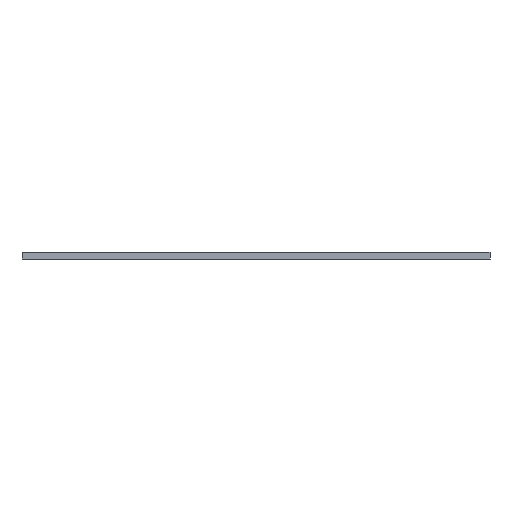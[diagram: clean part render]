
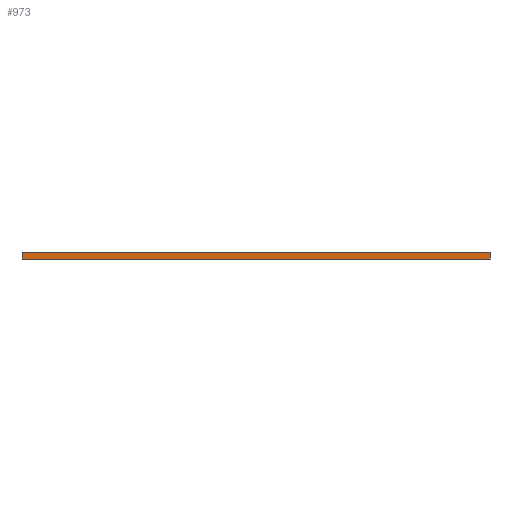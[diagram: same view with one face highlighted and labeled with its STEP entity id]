
A CAD part, top view. The second image highlights one B-rep face of the part: STEP entity #973.
In plain terms, the highlighted planar face has unit normal (0, 0, 1).
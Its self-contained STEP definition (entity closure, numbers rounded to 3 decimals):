
#14 = CARTESIAN_POINT ( 'NONE',  ( -70., 2., 43.5 ) ) ;
#59 = DIRECTION ( 'NONE',  ( 0., -1., 0. ) ) ;
#92 = DIRECTION ( 'NONE',  ( 0., -1., 0. ) ) ;
#94 = ORIENTED_EDGE ( 'NONE', *, *, #1000, .T. ) ;
#95 = EDGE_CURVE ( 'NONE', #172, #636, #419, .T. ) ;
#138 = LINE ( 'NONE', #751, #380 ) ;
#172 = VERTEX_POINT ( 'NONE', #755 ) ;
#200 = DIRECTION ( 'NONE',  ( -1., 0., 0. ) ) ;
#212 = CARTESIAN_POINT ( 'NONE',  ( 70., 0., 43.5 ) ) ;
#234 = EDGE_CURVE ( 'NONE', #636, #950, #138, .T. ) ;
#235 = CARTESIAN_POINT ( 'NONE',  ( -70., 0., 43.5 ) ) ;
#260 = VECTOR ( 'NONE', #734, 1000. ) ;
#333 = VECTOR ( 'NONE', #989, 1000. ) ;
#354 = DIRECTION ( 'NONE',  ( 0., 0., -1. ) ) ;
#369 = FACE_OUTER_BOUND ( 'NONE', #466, .T. ) ;
#380 = VECTOR ( 'NONE', #59, 1000. ) ;
#419 = LINE ( 'NONE', #430, #260 ) ;
#430 = CARTESIAN_POINT ( 'NONE',  ( -70., 2., 43.5 ) ) ;
#437 = CARTESIAN_POINT ( 'NONE',  ( 70., 2., 43.5 ) ) ;
#456 = LINE ( 'NONE', #14, #471 ) ;
#466 = EDGE_LOOP ( 'NONE', ( #94, #916, #547, #482 ) ) ;
#471 = VECTOR ( 'NONE', #92, 1000. ) ;
#482 = ORIENTED_EDGE ( 'NONE', *, *, #833, .T. ) ;
#547 = ORIENTED_EDGE ( 'NONE', *, *, #95, .F. ) ;
#569 = AXIS2_PLACEMENT_3D ( 'NONE', #814, #354, #200 ) ;
#576 = LINE ( 'NONE', #681, #333 ) ;
#636 = VERTEX_POINT ( 'NONE', #437 ) ;
#681 = CARTESIAN_POINT ( 'NONE',  ( -70., 0., 43.5 ) ) ;
#734 = DIRECTION ( 'NONE',  ( 1., 0., 0. ) ) ;
#751 = CARTESIAN_POINT ( 'NONE',  ( 70., 2., 43.5 ) ) ;
#755 = CARTESIAN_POINT ( 'NONE',  ( -70., 2., 43.5 ) ) ;
#803 = VERTEX_POINT ( 'NONE', #235 ) ;
#814 = CARTESIAN_POINT ( 'NONE',  ( -70., 2., 43.5 ) ) ;
#833 = EDGE_CURVE ( 'NONE', #172, #803, #456, .T. ) ;
#836 = PLANE ( 'NONE',  #569 ) ;
#916 = ORIENTED_EDGE ( 'NONE', *, *, #234, .F. ) ;
#950 = VERTEX_POINT ( 'NONE', #212 ) ;
#973 = ADVANCED_FACE ( 'NONE', ( #369 ), #836, .F. ) ;
#989 = DIRECTION ( 'NONE',  ( 1., 0., 0. ) ) ;
#1000 = EDGE_CURVE ( 'NONE', #803, #950, #576, .T. ) ;
